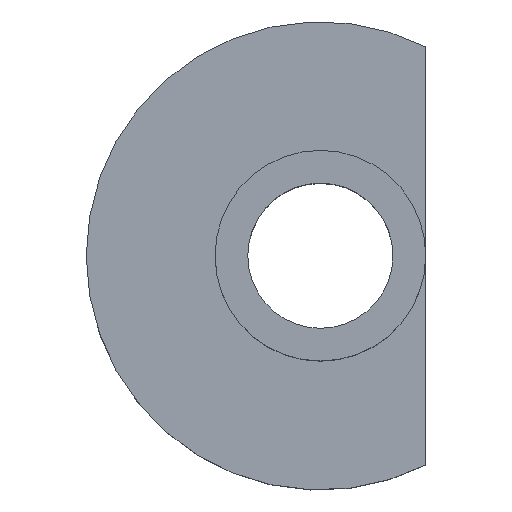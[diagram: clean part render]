
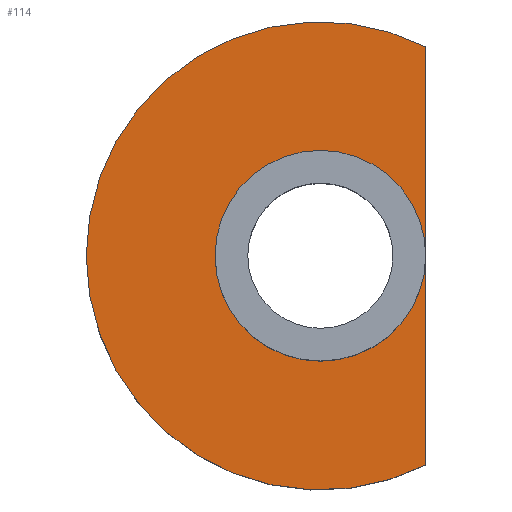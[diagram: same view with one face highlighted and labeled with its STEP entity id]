
A CAD part, top view. The second image highlights one B-rep face of the part: STEP entity #114.
In plain terms, the highlighted planar face has unit normal (0, 0, 1).
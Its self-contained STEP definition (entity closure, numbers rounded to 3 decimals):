
#18=PLANE('',#139);
#23=FACE_OUTER_BOUND('',#31,.T.);
#31=EDGE_LOOP('',(#88,#89,#90,#91,#92));
#38=LINE('',#200,#45);
#39=LINE('',#201,#46);
#45=VECTOR('',#166,10.);
#46=VECTOR('',#167,10.);
#52=CIRCLE('',#135,4.5);
#53=CIRCLE('',#136,4.5);
#55=CIRCLE('',#140,10.);
#59=VERTEX_POINT('',#188);
#60=VERTEX_POINT('',#190);
#62=VERTEX_POINT('',#197);
#63=VERTEX_POINT('',#198);
#69=EDGE_CURVE('',#60,#59,#52,.T.);
#70=EDGE_CURVE('',#59,#60,#53,.T.);
#72=EDGE_CURVE('',#62,#63,#55,.T.);
#73=EDGE_CURVE('',#60,#62,#38,.T.);
#74=EDGE_CURVE('',#63,#60,#39,.T.);
#88=ORIENTED_EDGE('',*,*,#72,.F.);
#89=ORIENTED_EDGE('',*,*,#73,.F.);
#90=ORIENTED_EDGE('',*,*,#69,.T.);
#91=ORIENTED_EDGE('',*,*,#70,.T.);
#92=ORIENTED_EDGE('',*,*,#74,.F.);
#114=ADVANCED_FACE('',(#23),#18,.F.);
#135=AXIS2_PLACEMENT_3D('',#191,#154,#155);
#136=AXIS2_PLACEMENT_3D('',#192,#156,#157);
#139=AXIS2_PLACEMENT_3D('',#196,#162,#163);
#140=AXIS2_PLACEMENT_3D('',#199,#164,#165);
#154=DIRECTION('center_axis',(0.,0.,-1.));
#155=DIRECTION('ref_axis',(1.,0.,0.));
#156=DIRECTION('center_axis',(0.,0.,-1.));
#157=DIRECTION('ref_axis',(1.,0.,0.));
#162=DIRECTION('center_axis',(0.,0.,-1.));
#163=DIRECTION('ref_axis',(-1.,0.,0.));
#164=DIRECTION('center_axis',(0.,0.,-1.));
#165=DIRECTION('ref_axis',(0.45,-0.893,0.));
#166=DIRECTION('',(0.,-1.,0.));
#167=DIRECTION('',(0.,-1.,0.));
#188=CARTESIAN_POINT('',(-55.5,0.,-5.));
#190=CARTESIAN_POINT('',(-46.5,0.,-5.));
#191=CARTESIAN_POINT('Origin',(-51.,0.,-5.));
#192=CARTESIAN_POINT('Origin',(-51.,0.,-5.));
#196=CARTESIAN_POINT('Origin',(-53.75,0.,-5.));
#197=CARTESIAN_POINT('',(-46.5,-8.93,-5.));
#198=CARTESIAN_POINT('',(-46.5,8.93,-5.));
#199=CARTESIAN_POINT('Origin',(-51.,0.,-5.));
#200=CARTESIAN_POINT('',(-46.5,4.465,-5.));
#201=CARTESIAN_POINT('',(-46.5,4.465,-5.));
